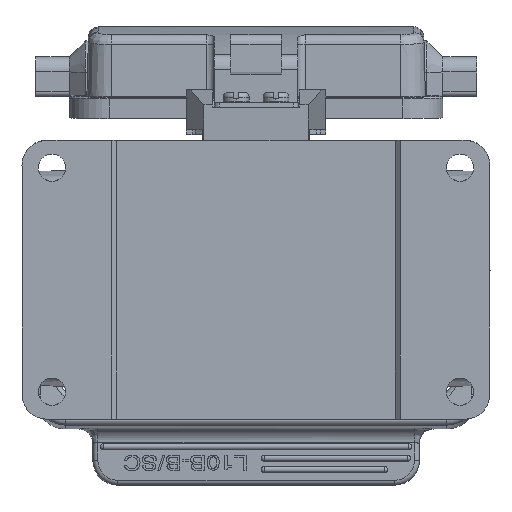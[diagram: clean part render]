
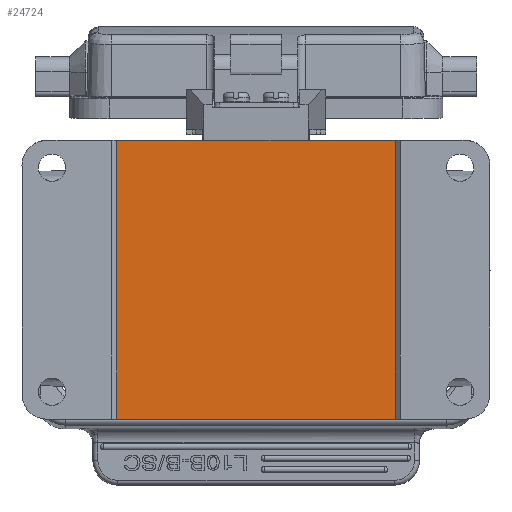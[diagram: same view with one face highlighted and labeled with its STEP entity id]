
A CAD part, front view. The second image highlights one B-rep face of the part: STEP entity #24724.
In plain terms, the highlighted planar face has unit normal (0, -1, -0.009).
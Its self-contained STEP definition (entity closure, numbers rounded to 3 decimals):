
#2725=DIRECTION('',(1.,0.,0.));
#2726=VECTOR('',#2725,56.);
#2727=CARTESIAN_POINT('',(18.986,-21.779,
-50.144));
#2728=LINE('',#2727,#2726);
#3139=DIRECTION('',(-1.,0.,0.));
#3140=VECTOR('',#3139,56.);
#3141=CARTESIAN_POINT('',(74.986,-22.285,5.854));
#3142=LINE('',#3141,#3140);
#3189=DIRECTION('',(0.,-0.009,1.));
#3190=VECTOR('',#3189,56.);
#3191=CARTESIAN_POINT('',(74.986,-21.796,
-50.144));
#3192=LINE('',#3191,#3190);
#3193=DIRECTION('',(0.,-0.009,1.));
#3194=VECTOR('',#3193,56.);
#3195=CARTESIAN_POINT('',(18.986,-21.779,
-50.144));
#3196=LINE('',#3195,#3194);
#17485=CARTESIAN_POINT('',(74.986,-22.285,
5.854));
#17486=VERTEX_POINT('',#17485);
#17487=CARTESIAN_POINT('',(18.986,-22.267,
5.854));
#17488=VERTEX_POINT('',#17487);
#17515=CARTESIAN_POINT('',(18.986,-21.779,
-50.144));
#17516=VERTEX_POINT('',#17515);
#17517=CARTESIAN_POINT('',(74.986,-21.796,
-50.144));
#17518=VERTEX_POINT('',#17517);
#24712=CARTESIAN_POINT('',(46.986,-22.032,
-22.145));
#24713=DIRECTION('',(0.,1.,0.009));
#24714=DIRECTION('',(0.,-0.009,1.));
#24715=AXIS2_PLACEMENT_3D('',#24712,#24713,#24714);
#24716=PLANE('',#24715);
#24717=ORIENTED_EDGE('',*,*,#23976,.F.);
#24719=ORIENTED_EDGE('',*,*,#24718,.T.);
#24720=ORIENTED_EDGE('',*,*,#24648,.F.);
#24721=ORIENTED_EDGE('',*,*,#24704,.F.);
#24722=EDGE_LOOP('',(#24717,#24719,#24720,#24721));
#24723=FACE_OUTER_BOUND('',#24722,.F.);
#23976=EDGE_CURVE('',#17516,#17518,#2728,.T.);
#24648=EDGE_CURVE('',#17486,#17488,#3142,.T.);
#24704=EDGE_CURVE('',#17518,#17486,#3192,.T.);
#24718=EDGE_CURVE('',#17516,#17488,#3196,.T.);
#24724=ADVANCED_FACE('',(#24723),#24716,.F.);
